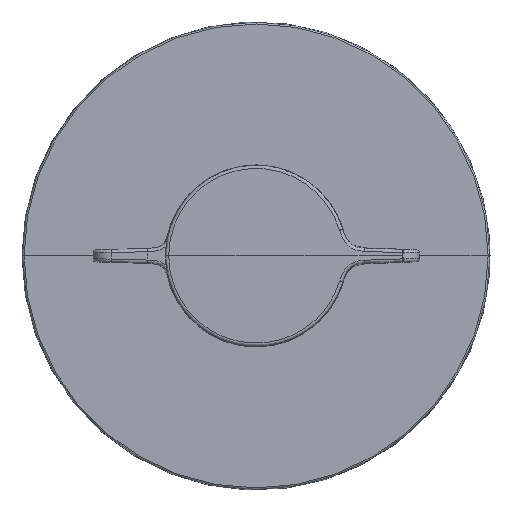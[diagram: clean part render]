
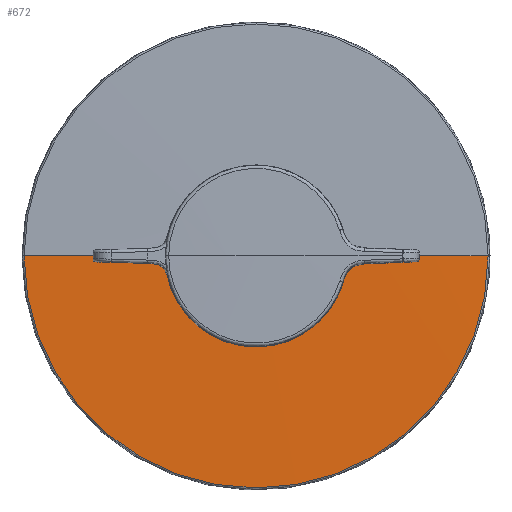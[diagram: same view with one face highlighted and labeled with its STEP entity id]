
A CAD part, top view. The second image highlights one B-rep face of the part: STEP entity #672.
In plain terms, the highlighted spherical face has radius 5000 mm.
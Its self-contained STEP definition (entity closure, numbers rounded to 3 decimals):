
#583=CARTESIAN_POINT('Vertex',(76.808,0.,6.511)) ;
#590=CARTESIAN_POINT('Vertex',(-76.808,0.,6.511)) ;
#610=CARTESIAN_POINT('Axis2P3D Location',(0.,0.,6.511)) ;
#622=CARTESIAN_POINT('Axis2P3D Location',(0.,0.,-4992.899)) ;
#627=CARTESIAN_POINT('Axis2P3D Location',(0.,0.,-4992.899)) ;
#631=CARTESIAN_POINT('Vertex',(-22.9,0.,7.049)) ;
#645=CARTESIAN_POINT('Vertex',(22.9,0.,7.049)) ;
#648=CARTESIAN_POINT('Axis2P3D Location',(0.,0.,-4992.899)) ;
#661=CARTESIAN_POINT('Axis2P3D Location',(0.,0.,7.049)) ;
#611=DIRECTION('Axis2P3D Direction',(0.,-0.,1.)) ;
#623=DIRECTION('Axis2P3D Direction',(0.,0.,1.)) ;
#624=DIRECTION('Axis2P3D XDirection',(-1.,0.,0.)) ;
#628=DIRECTION('Axis2P3D Direction',(0.,1.,-0.)) ;
#649=DIRECTION('Axis2P3D Direction',(0.,-1.,0.)) ;
#662=DIRECTION('Axis2P3D Direction',(0.,0.,1.)) ;
#612=AXIS2_PLACEMENT_3D('Circle Axis2P3D',#610,#611,$) ;
#625=AXIS2_PLACEMENT_3D('Sphere Axis2P3D',#622,#623,#624) ;
#629=AXIS2_PLACEMENT_3D('Circle Axis2P3D',#627,#628,$) ;
#650=AXIS2_PLACEMENT_3D('Circle Axis2P3D',#648,#649,$) ;
#663=AXIS2_PLACEMENT_3D('Circle Axis2P3D',#661,#662,$) ;
#613=CIRCLE('generated circle',#612,76.808) ;
#630=CIRCLE('generated circle',#629,5000.) ;
#651=CIRCLE('generated circle',#650,5000.) ;
#664=CIRCLE('generated circle',#663,22.9) ;
#626=SPHERICAL_SURFACE('',#625,5000.) ;
#614=EDGE_CURVE('',#591,#584,#613,.T.) ;
#633=EDGE_CURVE('',#591,#632,#630,.T.) ;
#652=EDGE_CURVE('',#584,#646,#651,.T.) ;
#665=EDGE_CURVE('',#632,#646,#664,.T.) ;
#667=ORIENTED_EDGE('',*,*,#652,.T.) ;
#668=ORIENTED_EDGE('',*,*,#665,.F.) ;
#669=ORIENTED_EDGE('',*,*,#633,.F.) ;
#670=ORIENTED_EDGE('',*,*,#614,.T.) ;
#666=EDGE_LOOP('',(#667,#668,#669,#670)) ;
#584=VERTEX_POINT('',#583) ;
#591=VERTEX_POINT('',#590) ;
#632=VERTEX_POINT('',#631) ;
#646=VERTEX_POINT('',#645) ;
#672=ADVANCED_FACE('Hauptk\X2\00F6\X0\rper',(#671),#626,.T.) ;
#671=FACE_OUTER_BOUND('',#666,.T.) ;
